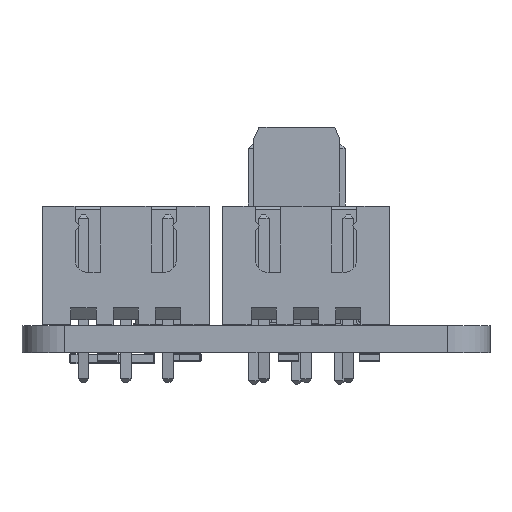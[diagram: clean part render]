
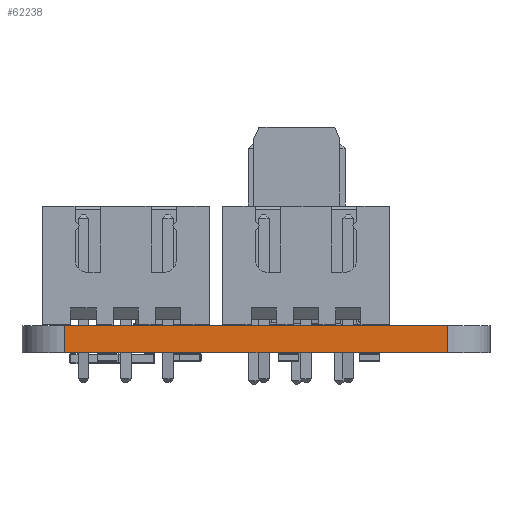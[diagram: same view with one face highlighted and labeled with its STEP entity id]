
A CAD part, front view. The second image highlights one B-rep face of the part: STEP entity #62238.
In plain terms, the highlighted planar face has unit normal (0, -1, 0).
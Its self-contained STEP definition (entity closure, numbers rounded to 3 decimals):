
#60626 = PLANE('',#60627);
#60627 = AXIS2_PLACEMENT_3D('',#60628,#60629,#60630);
#60628 = CARTESIAN_POINT('',(135.255,-97.79,1.6));
#60629 = DIRECTION('',(0.,0.,1.));
#60630 = DIRECTION('',(1.,0.,0.));
#60680 = PLANE('',#60681);
#60681 = AXIS2_PLACEMENT_3D('',#60682,#60683,#60684);
#60682 = CARTESIAN_POINT('',(135.255,-97.79,0.));
#60683 = DIRECTION('',(0.,0.,1.));
#60684 = DIRECTION('',(1.,0.,0.));
#60877 = VERTEX_POINT('',#60878);
#60878 = CARTESIAN_POINT('',(123.952,-113.792,0.));
#60893 = CYLINDRICAL_SURFACE('',#60894,2.54);
#60894 = AXIS2_PLACEMENT_3D('',#60895,#60896,#60897);
#60895 = CARTESIAN_POINT('',(123.952,-111.252,0.));
#60896 = DIRECTION('',(0.,0.,-1.));
#60897 = DIRECTION('',(1.,0.,0.));
#60905 = EDGE_CURVE('',#60877,#60906,#60908,.T.);
#60906 = VERTEX_POINT('',#60907);
#60907 = CARTESIAN_POINT('',(146.558,-113.792,0.));
#60908 = SURFACE_CURVE('',#60909,(#60913,#60920),.PCURVE_S1.);
#60909 = LINE('',#60910,#60911);
#60910 = CARTESIAN_POINT('',(123.952,-113.792,0.));
#60911 = VECTOR('',#60912,1.);
#60912 = DIRECTION('',(1.,0.,0.));
#60913 = PCURVE('',#60680,#60914);
#60914 = DEFINITIONAL_REPRESENTATION('',(#60915),#60919);
#60915 = LINE('',#60916,#60917);
#60916 = CARTESIAN_POINT('',(-11.303,-16.002));
#60917 = VECTOR('',#60918,1.);
#60918 = DIRECTION('',(1.,0.));
#60919 = ( GEOMETRIC_REPRESENTATION_CONTEXT(2) 
PARAMETRIC_REPRESENTATION_CONTEXT() REPRESENTATION_CONTEXT('2D SPACE',''
  ) );
#60920 = PCURVE('',#60921,#60926);
#60921 = PLANE('',#60922);
#60922 = AXIS2_PLACEMENT_3D('',#60923,#60924,#60925);
#60923 = CARTESIAN_POINT('',(123.952,-113.792,0.));
#60924 = DIRECTION('',(0.,1.,0.));
#60925 = DIRECTION('',(1.,0.,0.));
#60926 = DEFINITIONAL_REPRESENTATION('',(#60927),#60931);
#60927 = LINE('',#60928,#60929);
#60928 = CARTESIAN_POINT('',(0.,0.));
#60929 = VECTOR('',#60930,1.);
#60930 = DIRECTION('',(1.,0.));
#60931 = ( GEOMETRIC_REPRESENTATION_CONTEXT(2) 
PARAMETRIC_REPRESENTATION_CONTEXT() REPRESENTATION_CONTEXT('2D SPACE',''
  ) );
#60950 = CYLINDRICAL_SURFACE('',#60951,2.54);
#60951 = AXIS2_PLACEMENT_3D('',#60952,#60953,#60954);
#60952 = CARTESIAN_POINT('',(146.558,-111.252,0.));
#60953 = DIRECTION('',(0.,0.,-1.));
#60954 = DIRECTION('',(1.,0.,0.));
#61571 = VERTEX_POINT('',#61572);
#61572 = CARTESIAN_POINT('',(123.952,-113.792,1.6));
#61594 = EDGE_CURVE('',#61571,#61595,#61597,.T.);
#61595 = VERTEX_POINT('',#61596);
#61596 = CARTESIAN_POINT('',(146.558,-113.792,1.6));
#61597 = SURFACE_CURVE('',#61598,(#61602,#61609),.PCURVE_S1.);
#61598 = LINE('',#61599,#61600);
#61599 = CARTESIAN_POINT('',(123.952,-113.792,1.6));
#61600 = VECTOR('',#61601,1.);
#61601 = DIRECTION('',(1.,0.,0.));
#61602 = PCURVE('',#60626,#61603);
#61603 = DEFINITIONAL_REPRESENTATION('',(#61604),#61608);
#61604 = LINE('',#61605,#61606);
#61605 = CARTESIAN_POINT('',(-11.303,-16.002));
#61606 = VECTOR('',#61607,1.);
#61607 = DIRECTION('',(1.,0.));
#61608 = ( GEOMETRIC_REPRESENTATION_CONTEXT(2) 
PARAMETRIC_REPRESENTATION_CONTEXT() REPRESENTATION_CONTEXT('2D SPACE',''
  ) );
#61609 = PCURVE('',#60921,#61610);
#61610 = DEFINITIONAL_REPRESENTATION('',(#61611),#61615);
#61611 = LINE('',#61612,#61613);
#61612 = CARTESIAN_POINT('',(0.,-1.6));
#61613 = VECTOR('',#61614,1.);
#61614 = DIRECTION('',(1.,0.));
#61615 = ( GEOMETRIC_REPRESENTATION_CONTEXT(2) 
PARAMETRIC_REPRESENTATION_CONTEXT() REPRESENTATION_CONTEXT('2D SPACE',''
  ) );
#62188 = EDGE_CURVE('',#60906,#61595,#62189,.T.);
#62189 = SURFACE_CURVE('',#62190,(#62194,#62201),.PCURVE_S1.);
#62190 = LINE('',#62191,#62192);
#62191 = CARTESIAN_POINT('',(146.558,-113.792,0.));
#62192 = VECTOR('',#62193,1.);
#62193 = DIRECTION('',(0.,0.,1.));
#62194 = PCURVE('',#60950,#62195);
#62195 = DEFINITIONAL_REPRESENTATION('',(#62196),#62200);
#62196 = LINE('',#62197,#62198);
#62197 = CARTESIAN_POINT('',(-4.712,0.));
#62198 = VECTOR('',#62199,1.);
#62199 = DIRECTION('',(0.,-1.));
#62200 = ( GEOMETRIC_REPRESENTATION_CONTEXT(2) 
PARAMETRIC_REPRESENTATION_CONTEXT() REPRESENTATION_CONTEXT('2D SPACE',''
  ) );
#62201 = PCURVE('',#60921,#62202);
#62202 = DEFINITIONAL_REPRESENTATION('',(#62203),#62207);
#62203 = LINE('',#62204,#62205);
#62204 = CARTESIAN_POINT('',(22.606,0.));
#62205 = VECTOR('',#62206,1.);
#62206 = DIRECTION('',(0.,-1.));
#62207 = ( GEOMETRIC_REPRESENTATION_CONTEXT(2) 
PARAMETRIC_REPRESENTATION_CONTEXT() REPRESENTATION_CONTEXT('2D SPACE',''
  ) );
#62217 = EDGE_CURVE('',#60877,#61571,#62218,.T.);
#62218 = SURFACE_CURVE('',#62219,(#62223,#62230),.PCURVE_S1.);
#62219 = LINE('',#62220,#62221);
#62220 = CARTESIAN_POINT('',(123.952,-113.792,0.));
#62221 = VECTOR('',#62222,1.);
#62222 = DIRECTION('',(0.,0.,1.));
#62223 = PCURVE('',#60893,#62224);
#62224 = DEFINITIONAL_REPRESENTATION('',(#62225),#62229);
#62225 = LINE('',#62226,#62227);
#62226 = CARTESIAN_POINT('',(-4.712,0.));
#62227 = VECTOR('',#62228,1.);
#62228 = DIRECTION('',(0.,-1.));
#62229 = ( GEOMETRIC_REPRESENTATION_CONTEXT(2) 
PARAMETRIC_REPRESENTATION_CONTEXT() REPRESENTATION_CONTEXT('2D SPACE',''
  ) );
#62230 = PCURVE('',#60921,#62231);
#62231 = DEFINITIONAL_REPRESENTATION('',(#62232),#62236);
#62232 = LINE('',#62233,#62234);
#62233 = CARTESIAN_POINT('',(0.,0.));
#62234 = VECTOR('',#62235,1.);
#62235 = DIRECTION('',(0.,-1.));
#62236 = ( GEOMETRIC_REPRESENTATION_CONTEXT(2) 
PARAMETRIC_REPRESENTATION_CONTEXT() REPRESENTATION_CONTEXT('2D SPACE',''
  ) );
#62238 = ADVANCED_FACE('',(#62239),#60921,.F.);
#62239 = FACE_BOUND('',#62240,.F.);
#62240 = EDGE_LOOP('',(#62241,#62242,#62243,#62244));
#62241 = ORIENTED_EDGE('',*,*,#62217,.T.);
#62242 = ORIENTED_EDGE('',*,*,#61594,.T.);
#62243 = ORIENTED_EDGE('',*,*,#62188,.F.);
#62244 = ORIENTED_EDGE('',*,*,#60905,.F.);
